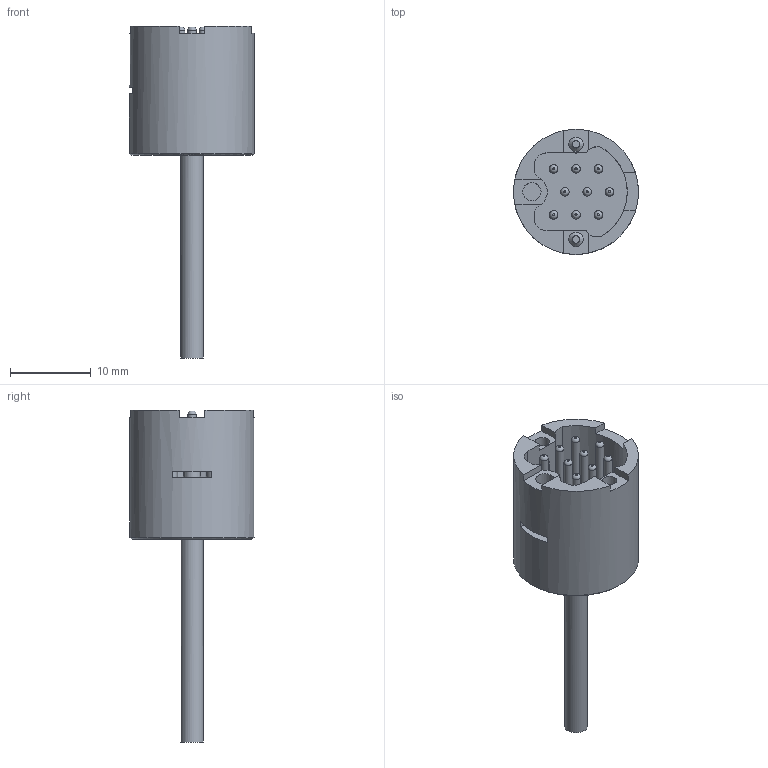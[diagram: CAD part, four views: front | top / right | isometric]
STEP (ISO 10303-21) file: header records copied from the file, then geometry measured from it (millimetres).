
FILE_DESCRIPTION(/* description */ ('Alibre Inc.'),/* implementation_level */ '2;1');
FILE_NAME(/* name */ 'export0',/* time_stamp */ '2009-10-27T11:01:32-07:00',/* author */ (''),/* organization */ (''),/* preprocessor_version */ 'ST-DEVELOPER v10',/* originating_system */ 'Alibre',/* authorisation */ '');
FILE_SCHEMA (('CONFIG_CONTROL_DESIGN'));
Length unit declared in the file: centimetre
Products named in the file (1): ID_1
Bounding box: 15.49 x 15.49 x 41.15 mm (x, y, z)
Volume: 2317 mm3; surface area: 3211.6 mm2
Topology: 1 solids, 1 shells, 245 faces, 585 edges, 396 vertices
Faces by surface type: cylinder 102, plane 97, cone 37, torus 9
Full cylindrical faces by diameter (mm): 0.508 x9, 1.016 x9, 1.067 x9, 1.143 x9, 1.702 x18, 1.778 x2, 1.93 x9, 2.108 x9, 2.184 x2, 2.261 x3, 2.794 x1, 15.494 x1
Entity records: 6663 total; most frequent: CARTESIAN_POINT 1842, DIRECTION 907, ORIENTED_EDGE 794, EDGE_LOOP 462, FACE_BOUND 462, AXIS2_PLACEMENT_3D 453, EDGE_CURVE 397, VERTEX_POINT 329
